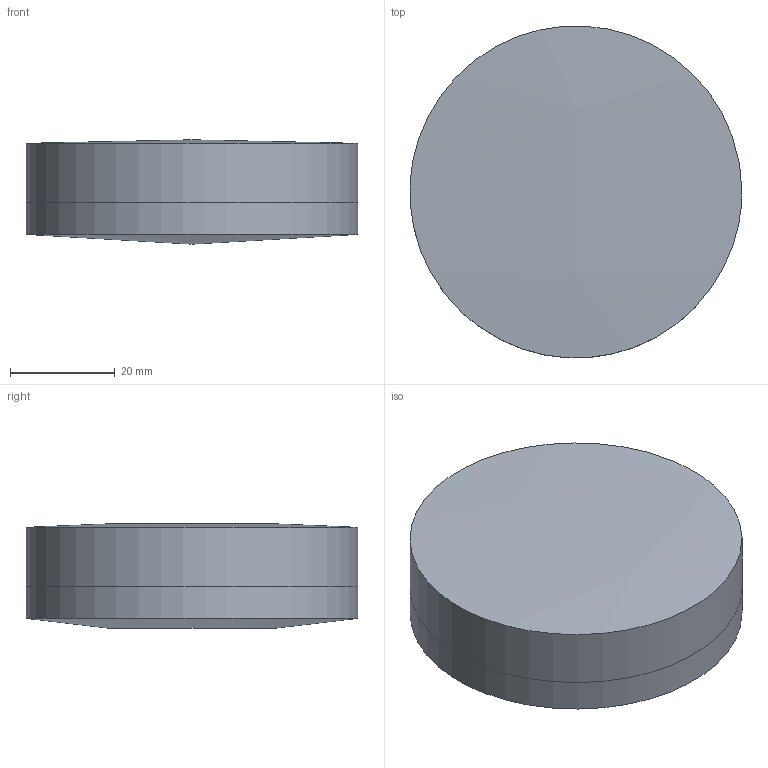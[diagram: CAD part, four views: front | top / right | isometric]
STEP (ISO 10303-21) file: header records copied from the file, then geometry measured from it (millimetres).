
FILE_DESCRIPTION ((), '1');
FILE_NAME ('STEP_31402.STP', '2008-11-07T10:04:47', ('Unknown'), ('Unknown'), 'HarmonyWare STEP v1.3.5', 'HarmonyWare Translators', '');
FILE_SCHEMA (('CONFIG_CONTROL_DESIGN'));
Length unit declared in the file: millimetre
Products named in the file (3): product-name
Bounding box: 63.45 x 63.41 x 19.96 mm (x, y, z)
Volume: 60541.5 mm3; surface area: 16233.5 mm2
Topology: 2 solids, 2 shells, 6 faces, 45 edges, 82 vertices
Faces by surface type: sphere 4, cylinder 2
Full cylindrical faces by diameter (mm): 63.5 x2
Entity records: 511 total; most frequent: CARTESIAN_POINT 128, B_SPLINE_CURVE_WITH_KNOTS 41, PERSON 24, ORGANIZATION 24, PERSON_AND_ORGANIZATION 24, PERSON_AND_ORGANIZATION_ROLE 15, CC_DESIGN_PERSON_AND_ORGANIZATION_ASSIGNMENT 15, CALENDAR_DATE 15
